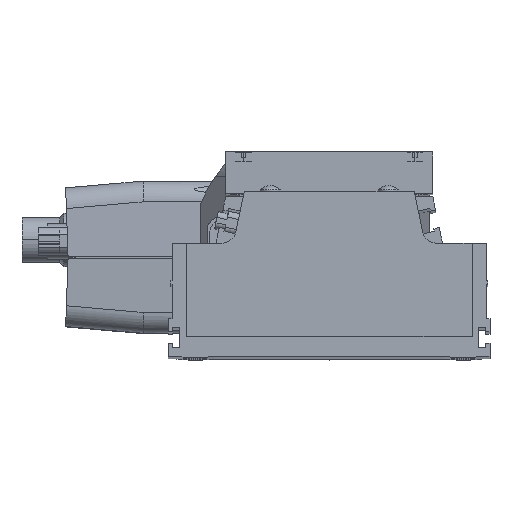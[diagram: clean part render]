
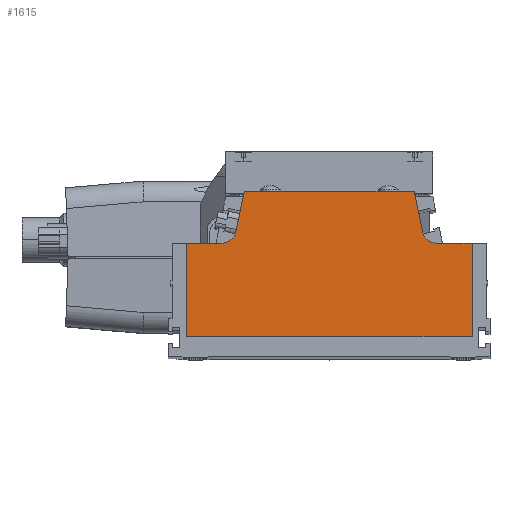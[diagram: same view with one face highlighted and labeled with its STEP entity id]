
A CAD part, top view. The second image highlights one B-rep face of the part: STEP entity #1615.
In plain terms, the highlighted planar face has unit normal (0, 0, 1).
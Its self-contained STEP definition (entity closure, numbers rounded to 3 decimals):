
#305 = DIRECTION ( 'NONE',  ( 0., 0., -1. ) ) ;
#699 = VERTEX_POINT ( 'NONE', #16817 ) ;
#1615 = ADVANCED_FACE ( 'NONE', ( #2283 ), #7309, .F. ) ;
#2061 = DIRECTION ( 'NONE',  ( 0., 0., -1. ) ) ;
#2283 = FACE_OUTER_BOUND ( 'NONE', #21399, .T. ) ;
#2480 = CARTESIAN_POINT ( 'NONE',  ( 23.784, 17.45, 472.5 ) ) ;
#2507 = DIRECTION ( 'NONE',  ( 0.204, 0.979, 0. ) ) ;
#2741 = CARTESIAN_POINT ( 'NONE',  ( -30.049, 7., 472.5 ) ) ;
#3736 = LINE ( 'NONE', #13660, #10783 ) ;
#3841 = DIRECTION ( 'NONE',  ( -1., 0., 0. ) ) ;
#4360 = ORIENTED_EDGE ( 'NONE', *, *, #30237, .F. ) ;
#4481 = ORIENTED_EDGE ( 'NONE', *, *, #10505, .F. ) ;
#5146 = VERTEX_POINT ( 'NONE', #29989 ) ;
#5996 = VERTEX_POINT ( 'NONE', #16098 ) ;
#6017 = EDGE_CURVE ( 'NONE', #14681, #5146, #3736, .T. ) ;
#6357 = DIRECTION ( 'NONE',  ( 0., -1., 0. ) ) ;
#6848 = VERTEX_POINT ( 'NONE', #13587 ) ;
#7138 = VERTEX_POINT ( 'NONE', #29764 ) ;
#7186 = CARTESIAN_POINT ( 'NONE',  ( 23.784, 17.45, 472.5 ) ) ;
#7309 = PLANE ( 'NONE',  #19599 ) ;
#7442 = CARTESIAN_POINT ( 'NONE',  ( 40., 84.488, 472.5 ) ) ;
#7794 = VECTOR ( 'NONE', #17001, 1000. ) ;
#8203 = ORIENTED_EDGE ( 'NONE', *, *, #14640, .T. ) ;
#9067 = ORIENTED_EDGE ( 'NONE', *, *, #15672, .T. ) ;
#9535 = DIRECTION ( 'NONE',  ( -1., 0., 0. ) ) ;
#9718 = EDGE_CURVE ( 'NONE', #17162, #7138, #19989, .T. ) ;
#9830 = CARTESIAN_POINT ( 'NONE',  ( -40., -23.13, 472.5 ) ) ;
#9873 = ORIENTED_EDGE ( 'NONE', *, *, #22964, .F. ) ;
#9997 = VECTOR ( 'NONE', #19838, 1000. ) ;
#10505 = EDGE_CURVE ( 'NONE', #5996, #29283, #32043, .T. ) ;
#10783 = VECTOR ( 'NONE', #23522, 1000. ) ;
#11229 = LINE ( 'NONE', #18710, #30060 ) ;
#11326 = CIRCLE ( 'NONE', #23739, 4. ) ;
#11646 = CARTESIAN_POINT ( 'NONE',  ( -30.049, 3., 472.5 ) ) ;
#12320 = DIRECTION ( 'NONE',  ( 0., -1., 0. ) ) ;
#12398 = ORIENTED_EDGE ( 'NONE', *, *, #14581, .T. ) ;
#12489 = LINE ( 'NONE', #7442, #19119 ) ;
#12663 = DIRECTION ( 'NONE',  ( -1., 0., 0. ) ) ;
#13086 = VECTOR ( 'NONE', #2507, 1000. ) ;
#13587 = CARTESIAN_POINT ( 'NONE',  ( 30.049, 3., 472.5 ) ) ;
#13660 = CARTESIAN_POINT ( 'NONE',  ( -40., 3., 472.5 ) ) ;
#13924 = CIRCLE ( 'NONE', #22189, 4. ) ;
#14581 = EDGE_CURVE ( 'NONE', #5996, #14681, #11326, .T. ) ;
#14640 = EDGE_CURVE ( 'NONE', #6848, #7138, #13924, .T. ) ;
#14681 = VERTEX_POINT ( 'NONE', #11646 ) ;
#15110 = CARTESIAN_POINT ( 'NONE',  ( -40., 84.488, 472.5 ) ) ;
#15672 = EDGE_CURVE ( 'NONE', #5146, #22073, #11229, .T. ) ;
#15697 = CARTESIAN_POINT ( 'NONE',  ( 40., -23.13, 472.5 ) ) ;
#16098 = CARTESIAN_POINT ( 'NONE',  ( -26.133, 6.184, 472.5 ) ) ;
#16687 = CARTESIAN_POINT ( 'NONE',  ( 30.049, 7., 472.5 ) ) ;
#16817 = CARTESIAN_POINT ( 'NONE',  ( 40., 3., 472.5 ) ) ;
#17001 = DIRECTION ( 'NONE',  ( -1., 0., 0. ) ) ;
#17158 = ORIENTED_EDGE ( 'NONE', *, *, #28625, .F. ) ;
#17162 = VERTEX_POINT ( 'NONE', #2480 ) ;
#17895 = ORIENTED_EDGE ( 'NONE', *, *, #28516, .T. ) ;
#18710 = CARTESIAN_POINT ( 'NONE',  ( -40., 84.488, 472.5 ) ) ;
#18871 = VECTOR ( 'NONE', #23911, 1000. ) ;
#19119 = VECTOR ( 'NONE', #12320, 1000. ) ;
#19599 = AXIS2_PLACEMENT_3D ( 'NONE', #15110, #29700, #12663 ) ;
#19838 = DIRECTION ( 'NONE',  ( 0.204, -0.979, 0. ) ) ;
#19989 = LINE ( 'NONE', #7186, #9997 ) ;
#20567 = CARTESIAN_POINT ( 'NONE',  ( -40., 3., 472.5 ) ) ;
#21399 = EDGE_LOOP ( 'NONE', ( #4360, #17895, #8203, #29870, #9873, #4481, #12398, #32114, #9067, #17158 ) ) ;
#22073 = VERTEX_POINT ( 'NONE', #9830 ) ;
#22189 = AXIS2_PLACEMENT_3D ( 'NONE', #16687, #2061, #9535 ) ;
#22964 = EDGE_CURVE ( 'NONE', #29283, #17162, #26335, .T. ) ;
#23522 = DIRECTION ( 'NONE',  ( -1., 0., 0. ) ) ;
#23739 = AXIS2_PLACEMENT_3D ( 'NONE', #2741, #305, #31964 ) ;
#23794 = LINE ( 'NONE', #20567, #23823 ) ;
#23823 = VECTOR ( 'NONE', #3841, 1000. ) ;
#23911 = DIRECTION ( 'NONE',  ( 1., 0., 0. ) ) ;
#24636 = VERTEX_POINT ( 'NONE', #15697 ) ;
#26335 = LINE ( 'NONE', #29119, #18871 ) ;
#26382 = CARTESIAN_POINT ( 'NONE',  ( -40., -23.13, 472.5 ) ) ;
#26701 = LINE ( 'NONE', #26382, #7794 ) ;
#28516 = EDGE_CURVE ( 'NONE', #699, #6848, #23794, .T. ) ;
#28625 = EDGE_CURVE ( 'NONE', #24636, #22073, #26701, .T. ) ;
#29088 = CARTESIAN_POINT ( 'NONE',  ( -23.784, 17.45, 472.5 ) ) ;
#29119 = CARTESIAN_POINT ( 'NONE',  ( -23.784, 17.45, 472.5 ) ) ;
#29283 = VERTEX_POINT ( 'NONE', #29088 ) ;
#29622 = CARTESIAN_POINT ( 'NONE',  ( -26.797, 3., 472.5 ) ) ;
#29700 = DIRECTION ( 'NONE',  ( 0., 0., -1. ) ) ;
#29764 = CARTESIAN_POINT ( 'NONE',  ( 26.133, 6.184, 472.5 ) ) ;
#29870 = ORIENTED_EDGE ( 'NONE', *, *, #9718, .F. ) ;
#29989 = CARTESIAN_POINT ( 'NONE',  ( -40., 3., 472.5 ) ) ;
#30060 = VECTOR ( 'NONE', #6357, 1000. ) ;
#30237 = EDGE_CURVE ( 'NONE', #699, #24636, #12489, .T. ) ;
#31964 = DIRECTION ( 'NONE',  ( -1., 0., 0. ) ) ;
#32043 = LINE ( 'NONE', #29622, #13086 ) ;
#32114 = ORIENTED_EDGE ( 'NONE', *, *, #6017, .T. ) ;
